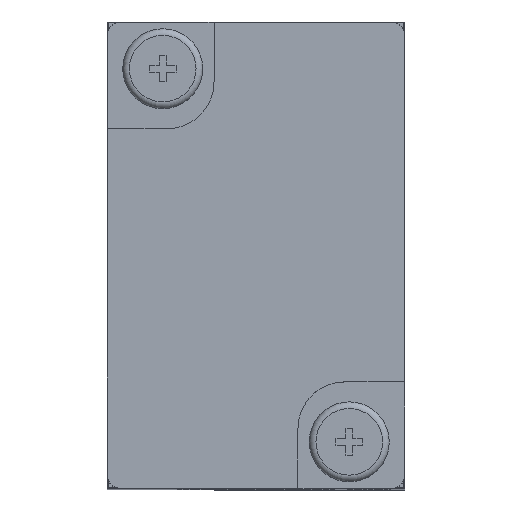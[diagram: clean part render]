
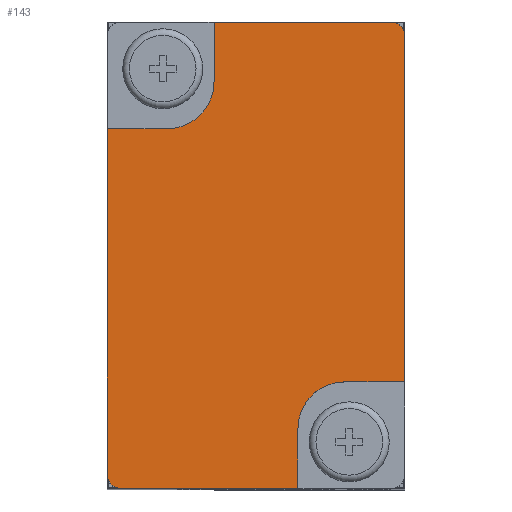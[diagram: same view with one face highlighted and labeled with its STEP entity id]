
A CAD part, top view. The second image highlights one B-rep face of the part: STEP entity #143.
In plain terms, the highlighted planar face has unit normal (0, 0, 1).
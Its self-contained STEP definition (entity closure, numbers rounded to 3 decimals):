
#143 = ADVANCED_FACE( '', ( #373 ), #374, .T. );
#373 = FACE_OUTER_BOUND( '', #696, .T. );
#374 = PLANE( '', #697 );
#696 = EDGE_LOOP( '', ( #1390, #1391, #1392, #1393, #1394, #1395, #1396, #1397, #1398, #1399, #1400, #1401 ) );
#697 = AXIS2_PLACEMENT_3D( '', #1402, #1403, #1404 );
#1390 = ORIENTED_EDGE( '', *, *, #2136, .F. );
#1391 = ORIENTED_EDGE( '', *, *, #2131, .F. );
#1392 = ORIENTED_EDGE( '', *, *, #2134, .F. );
#1393 = ORIENTED_EDGE( '', *, *, #2148, .T. );
#1394 = ORIENTED_EDGE( '', *, *, #2149, .T. );
#1395 = ORIENTED_EDGE( '', *, *, #2150, .T. );
#1396 = ORIENTED_EDGE( '', *, *, #2142, .F. );
#1397 = ORIENTED_EDGE( '', *, *, #2145, .F. );
#1398 = ORIENTED_EDGE( '', *, *, #2147, .F. );
#1399 = ORIENTED_EDGE( '', *, *, #1993, .T. );
#1400 = ORIENTED_EDGE( '', *, *, #2002, .T. );
#1401 = ORIENTED_EDGE( '', *, *, #2151, .T. );
#1402 = CARTESIAN_POINT( '', ( -10.15, 16.5, 0. ) );
#1403 = DIRECTION( '', ( 0., 0., 1. ) );
#1404 = DIRECTION( '', ( 1., 0., 0. ) );
#1993 = EDGE_CURVE( '', #2370, #2368, #2371, .T. );
#2002 = EDGE_CURVE( '', #2368, #2386, #2387, .T. );
#2131 = EDGE_CURVE( '', #2605, #2606, #2607, .T. );
#2134 = EDGE_CURVE( '', #2610, #2605, #2611, .T. );
#2136 = EDGE_CURVE( '', #2606, #2613, #2614, .T. );
#2142 = EDGE_CURVE( '', #2623, #2624, #2625, .T. );
#2145 = EDGE_CURVE( '', #2628, #2623, #2629, .T. );
#2147 = EDGE_CURVE( '', #2370, #2628, #2631, .T. );
#2148 = EDGE_CURVE( '', #2610, #2632, #2633, .T. );
#2149 = EDGE_CURVE( '', #2632, #2634, #2635, .T. );
#2150 = EDGE_CURVE( '', #2634, #2624, #2636, .T. );
#2151 = EDGE_CURVE( '', #2386, #2613, #2637, .T. );
#2368 = VERTEX_POINT( '', #3105 );
#2370 = VERTEX_POINT( '', #3108 );
#2371 = LINE( '', #3109, #3110 );
#2386 = VERTEX_POINT( '', #3129 );
#2387 = CIRCLE( '', #3130, 1. );
#2605 = VERTEX_POINT( '', #3461 );
#2606 = VERTEX_POINT( '', #3462 );
#2607 = CIRCLE( '', #3463, 3.5 );
#2610 = VERTEX_POINT( '', #3468 );
#2611 = LINE( '', #3469, #3470 );
#2613 = VERTEX_POINT( '', #3473 );
#2614 = LINE( '', #3474, #3475 );
#2623 = VERTEX_POINT( '', #3488 );
#2624 = VERTEX_POINT( '', #3489 );
#2625 = LINE( '', #3490, #3491 );
#2628 = VERTEX_POINT( '', #3496 );
#2629 = CIRCLE( '', #3497, 3.5 );
#2631 = LINE( '', #3500, #3501 );
#2632 = VERTEX_POINT( '', #3502 );
#2633 = LINE( '', #3503, #3504 );
#2634 = VERTEX_POINT( '', #3505 );
#2635 = CIRCLE( '', #3506, 1. );
#2636 = LINE( '', #3507, #3508 );
#2637 = LINE( '', #3509, #3510 );
#3105 = CARTESIAN_POINT( '', ( -11.15, -16.5, 0. ) );
#3108 = CARTESIAN_POINT( '', ( -11.15, 9.5, 0. ) );
#3109 = CARTESIAN_POINT( '', ( -11.15, 16.5, 0. ) );
#3110 = VECTOR( '', #3948, 1000. );
#3129 = CARTESIAN_POINT( '', ( -10.15, -17.5, 0. ) );
#3130 = AXIS2_PLACEMENT_3D( '', #3965, #3966, #3967 );
#3461 = CARTESIAN_POINT( '', ( 6.65, -9.5, 0. ) );
#3462 = CARTESIAN_POINT( '', ( 3.15, -13., 0. ) );
#3463 = AXIS2_PLACEMENT_3D( '', #4126, #4127, #4128 );
#3468 = CARTESIAN_POINT( '', ( 11.15, -9.5, 0. ) );
#3469 = CARTESIAN_POINT( '', ( 11.15, -9.5, 0. ) );
#3470 = VECTOR( '', #4131, 1000. );
#3473 = CARTESIAN_POINT( '', ( 3.15, -17.5, 0. ) );
#3474 = CARTESIAN_POINT( '', ( 3.15, -13., 0. ) );
#3475 = VECTOR( '', #4133, 1000. );
#3488 = CARTESIAN_POINT( '', ( -3.15, 13., 0. ) );
#3489 = CARTESIAN_POINT( '', ( -3.15, 17.5, 0. ) );
#3490 = CARTESIAN_POINT( '', ( -3.15, 13., 0. ) );
#3491 = VECTOR( '', #4141, 1000. );
#3496 = CARTESIAN_POINT( '', ( -6.65, 9.5, 0. ) );
#3497 = AXIS2_PLACEMENT_3D( '', #4144, #4145, #4146 );
#3500 = CARTESIAN_POINT( '', ( -11.15, 9.5, 0. ) );
#3501 = VECTOR( '', #4148, 1000. );
#3502 = CARTESIAN_POINT( '', ( 11.15, 16.5, 0. ) );
#3503 = CARTESIAN_POINT( '', ( 11.15, -16.5, 0. ) );
#3504 = VECTOR( '', #4149, 1000. );
#3505 = CARTESIAN_POINT( '', ( 10.15, 17.5, 0. ) );
#3506 = AXIS2_PLACEMENT_3D( '', #4150, #4151, #4152 );
#3507 = CARTESIAN_POINT( '', ( 10.15, 17.5, 0. ) );
#3508 = VECTOR( '', #4153, 1000. );
#3509 = CARTESIAN_POINT( '', ( -10.15, -17.5, 0. ) );
#3510 = VECTOR( '', #4154, 1000. );
#3948 = DIRECTION( '', ( 0., -1., 0. ) );
#3965 = CARTESIAN_POINT( '', ( -10.15, -16.5, 0. ) );
#3966 = DIRECTION( '', ( 0., 0., 1. ) );
#3967 = DIRECTION( '', ( 1., 0., 0. ) );
#4126 = CARTESIAN_POINT( '', ( 6.65, -13., 0. ) );
#4127 = DIRECTION( '', ( 0., 0., 1. ) );
#4128 = DIRECTION( '', ( 1., 0., 0. ) );
#4131 = DIRECTION( '', ( -1., 0., 0. ) );
#4133 = DIRECTION( '', ( 0., -1., 0. ) );
#4141 = DIRECTION( '', ( 0., 1., 0. ) );
#4144 = CARTESIAN_POINT( '', ( -6.65, 13., 0. ) );
#4145 = DIRECTION( '', ( 0., 0., 1. ) );
#4146 = DIRECTION( '', ( 1., 0., 0. ) );
#4148 = DIRECTION( '', ( 1., 0., 0. ) );
#4149 = DIRECTION( '', ( 0., 1., 0. ) );
#4150 = CARTESIAN_POINT( '', ( 10.15, 16.5, 0. ) );
#4151 = DIRECTION( '', ( 0., 0., 1. ) );
#4152 = DIRECTION( '', ( 1., 0., 0. ) );
#4153 = DIRECTION( '', ( -1., 0., 0. ) );
#4154 = DIRECTION( '', ( 1., 0., 0. ) );
